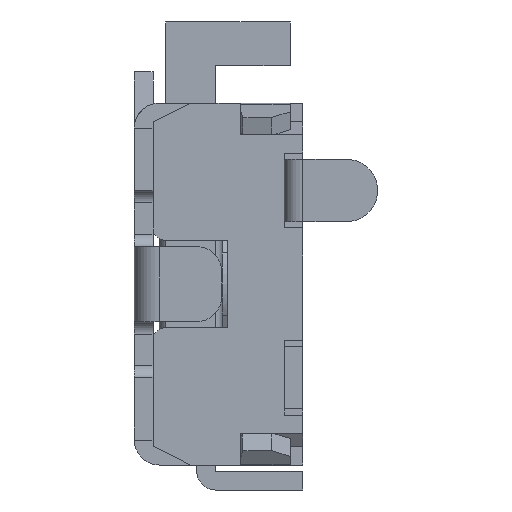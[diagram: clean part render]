
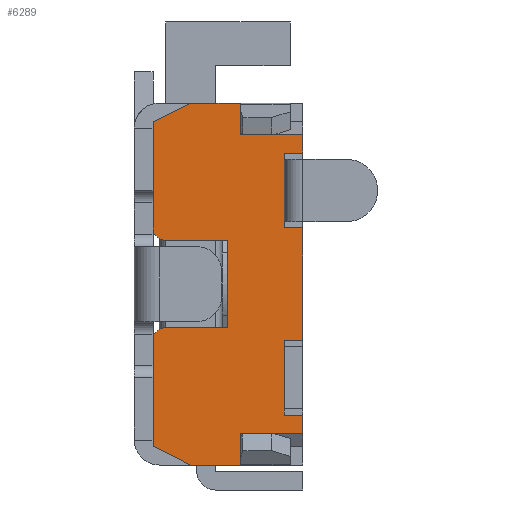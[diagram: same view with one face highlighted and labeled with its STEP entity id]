
A CAD part, left-side view. The second image highlights one B-rep face of the part: STEP entity #6289.
In plain terms, the highlighted planar face has unit normal (-1, 0, 0).
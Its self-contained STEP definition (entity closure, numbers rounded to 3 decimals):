
#539=DIRECTION('',(0.,0.,1.));
#540=VECTOR('',#539,0.9);
#541=CARTESIAN_POINT('',(-1.75,0.05,-0.45));
#542=LINE('',#541,#540);
#563=DIRECTION('',(0.,0.,1.));
#564=VECTOR('',#563,0.15);
#565=CARTESIAN_POINT('',(-1.75,0.05,1.05));
#566=LINE('',#565,#564);
#695=DIRECTION('',(0.,0.,1.));
#696=VECTOR('',#695,0.15);
#697=CARTESIAN_POINT('',(-1.75,0.05,-1.2));
#698=LINE('',#697,#696);
#739=DIRECTION('',(0.,1.,0.));
#740=VECTOR('',#739,0.15);
#741=CARTESIAN_POINT('',(-1.75,0.05,-1.05));
#742=LINE('',#741,#740);
#747=DIRECTION('',(0.,0.,-1.));
#748=VECTOR('',#747,0.6);
#749=CARTESIAN_POINT('',(-1.75,0.2,-0.45));
#750=LINE('',#749,#748);
#751=DIRECTION('',(0.,1.,0.));
#752=VECTOR('',#751,0.5);
#753=CARTESIAN_POINT('',(-1.75,0.05,-1.2));
#754=LINE('',#753,#752);
#755=DIRECTION('',(0.,0.,-1.));
#756=VECTOR('',#755,0.25);
#757=CARTESIAN_POINT('',(-1.75,0.55,-1.2));
#758=LINE('',#757,#756);
#759=DIRECTION('',(0.,1.,0.));
#760=VECTOR('',#759,0.4);
#761=CARTESIAN_POINT('',(-1.75,0.55,-1.45));
#762=LINE('',#761,#760);
#763=DIRECTION('',(0.,0.894,0.447));
#764=VECTOR('',#763,0.335);
#765=CARTESIAN_POINT('',(-1.75,0.95,-1.45));
#766=LINE('',#765,#764);
#767=DIRECTION('',(0.,0.,1.));
#768=VECTOR('',#767,0.85);
#769=CARTESIAN_POINT('',(-1.75,1.25,-1.3));
#770=LINE('',#769,#768);
#771=CARTESIAN_POINT('',(-1.75,1.15,-0.45));
#772=DIRECTION('',(1.,0.,0.));
#773=DIRECTION('',(0.,1.,0.));
#774=AXIS2_PLACEMENT_3D('',#771,#772,#773);
#776=DIRECTION('',(0.,-1.,0.));
#777=VECTOR('',#776,0.5);
#778=CARTESIAN_POINT('',(-1.75,1.15,-0.35));
#779=LINE('',#778,#777);
#780=CARTESIAN_POINT('',(-1.75,1.15,0.45));
#781=DIRECTION('',(1.,0.,0.));
#782=DIRECTION('',(0.,0.,-1.));
#783=AXIS2_PLACEMENT_3D('',#780,#781,#782);
#785=DIRECTION('',(0.,0.,1.));
#786=VECTOR('',#785,0.85);
#787=CARTESIAN_POINT('',(-1.75,1.25,0.45));
#788=LINE('',#787,#786);
#789=DIRECTION('',(0.,-0.894,0.447));
#790=VECTOR('',#789,0.335);
#791=CARTESIAN_POINT('',(-1.75,1.25,1.3));
#792=LINE('',#791,#790);
#793=DIRECTION('',(0.,-1.,0.));
#794=VECTOR('',#793,0.4);
#795=CARTESIAN_POINT('',(-1.75,0.95,1.45));
#796=LINE('',#795,#794);
#797=DIRECTION('',(0.,0.,-1.));
#798=VECTOR('',#797,0.25);
#799=CARTESIAN_POINT('',(-1.75,0.55,1.45));
#800=LINE('',#799,#798);
#801=DIRECTION('',(0.,-1.,0.));
#802=VECTOR('',#801,0.5);
#803=CARTESIAN_POINT('',(-1.75,0.55,1.2));
#804=LINE('',#803,#802);
#805=DIRECTION('',(0.,1.,0.));
#806=VECTOR('',#805,0.15);
#807=CARTESIAN_POINT('',(-1.75,0.05,1.05));
#808=LINE('',#807,#806);
#809=DIRECTION('',(0.,0.,-1.));
#810=VECTOR('',#809,0.6);
#811=CARTESIAN_POINT('',(-1.75,0.2,1.05));
#812=LINE('',#811,#810);
#813=DIRECTION('',(0.,-1.,0.));
#814=VECTOR('',#813,0.15);
#815=CARTESIAN_POINT('',(-1.75,0.2,0.45));
#816=LINE('',#815,#814);
#817=DIRECTION('',(0.,1.,0.));
#818=VECTOR('',#817,0.15);
#819=CARTESIAN_POINT('',(-1.75,0.05,-0.45));
#820=LINE('',#819,#818);
#1262=DIRECTION('',(0.,0.,-1.));
#1263=VECTOR('',#1262,0.7);
#1264=CARTESIAN_POINT('',(-1.75,0.65,0.35));
#1265=LINE('',#1264,#1263);
#1996=DIRECTION('',(0.,-1.,0.));
#1997=VECTOR('',#1996,0.5);
#1998=CARTESIAN_POINT('',(-1.75,1.15,0.35));
#1999=LINE('',#1998,#1997);
#4630=CARTESIAN_POINT('',(-1.75,0.05,-0.45));
#4631=VERTEX_POINT('',#4630);
#4632=CARTESIAN_POINT('',(-1.75,0.05,0.45));
#4633=VERTEX_POINT('',#4632);
#4642=CARTESIAN_POINT('',(-1.75,0.05,1.05));
#4643=VERTEX_POINT('',#4642);
#4644=CARTESIAN_POINT('',(-1.75,0.05,1.2));
#4645=VERTEX_POINT('',#4644);
#4706=CARTESIAN_POINT('',(-1.75,0.05,-1.2));
#4707=VERTEX_POINT('',#4706);
#4708=CARTESIAN_POINT('',(-1.75,0.05,-1.05));
#4709=VERTEX_POINT('',#4708);
#4722=CARTESIAN_POINT('',(-1.75,0.2,-1.05));
#4723=VERTEX_POINT('',#4722);
#4724=CARTESIAN_POINT('',(-1.75,0.2,-0.45));
#4725=VERTEX_POINT('',#4724);
#4726=CARTESIAN_POINT('',(-1.75,0.55,-1.2));
#4727=VERTEX_POINT('',#4726);
#4728=CARTESIAN_POINT('',(-1.75,0.55,-1.45));
#4729=VERTEX_POINT('',#4728);
#4730=CARTESIAN_POINT('',(-1.75,0.95,-1.45));
#4731=VERTEX_POINT('',#4730);
#4732=CARTESIAN_POINT('',(-1.75,1.25,-1.3));
#4733=VERTEX_POINT('',#4732);
#4734=CARTESIAN_POINT('',(-1.75,1.25,-0.45));
#4735=VERTEX_POINT('',#4734);
#4736=CARTESIAN_POINT('',(-1.75,1.15,-0.35));
#4737=VERTEX_POINT('',#4736);
#4738=CARTESIAN_POINT('',(-1.75,0.65,-0.35));
#4739=VERTEX_POINT('',#4738);
#4740=CARTESIAN_POINT('',(-1.75,0.65,0.35));
#4741=VERTEX_POINT('',#4740);
#4742=CARTESIAN_POINT('',(-1.75,1.15,0.35));
#4743=VERTEX_POINT('',#4742);
#4744=CARTESIAN_POINT('',(-1.75,1.25,0.45));
#4745=VERTEX_POINT('',#4744);
#4746=CARTESIAN_POINT('',(-1.75,1.25,1.3));
#4747=VERTEX_POINT('',#4746);
#4748=CARTESIAN_POINT('',(-1.75,0.95,1.45));
#4749=VERTEX_POINT('',#4748);
#4750=CARTESIAN_POINT('',(-1.75,0.55,1.45));
#4751=VERTEX_POINT('',#4750);
#4752=CARTESIAN_POINT('',(-1.75,0.55,1.2));
#4753=VERTEX_POINT('',#4752);
#4754=CARTESIAN_POINT('',(-1.75,0.2,1.05));
#4755=VERTEX_POINT('',#4754);
#4756=CARTESIAN_POINT('',(-1.75,0.2,0.45));
#4757=VERTEX_POINT('',#4756);
#6238=CARTESIAN_POINT('',(-1.75,0.65,0.));
#6239=DIRECTION('',(1.,0.,0.));
#6240=DIRECTION('',(0.,1.,0.));
#6241=AXIS2_PLACEMENT_3D('',#6238,#6239,#6240);
#6242=PLANE('',#6241);
#6244=ORIENTED_EDGE('',*,*,#6243,.T.);
#6245=ORIENTED_EDGE('',*,*,#6229,.F.);
#6246=ORIENTED_EDGE('',*,*,#6170,.F.);
#6248=ORIENTED_EDGE('',*,*,#6247,.T.);
#6250=ORIENTED_EDGE('',*,*,#6249,.T.);
#6252=ORIENTED_EDGE('',*,*,#6251,.T.);
#6254=ORIENTED_EDGE('',*,*,#6253,.T.);
#6256=ORIENTED_EDGE('',*,*,#6255,.T.);
#6258=ORIENTED_EDGE('',*,*,#6257,.T.);
#6260=ORIENTED_EDGE('',*,*,#6259,.T.);
#6262=ORIENTED_EDGE('',*,*,#6261,.F.);
#6264=ORIENTED_EDGE('',*,*,#6263,.F.);
#6266=ORIENTED_EDGE('',*,*,#6265,.T.);
#6268=ORIENTED_EDGE('',*,*,#6267,.T.);
#6270=ORIENTED_EDGE('',*,*,#6269,.T.);
#6272=ORIENTED_EDGE('',*,*,#6271,.T.);
#6274=ORIENTED_EDGE('',*,*,#6273,.T.);
#6276=ORIENTED_EDGE('',*,*,#6275,.T.);
#6277=ORIENTED_EDGE('',*,*,#6103,.F.);
#6279=ORIENTED_EDGE('',*,*,#6278,.T.);
#6281=ORIENTED_EDGE('',*,*,#6280,.T.);
#6283=ORIENTED_EDGE('',*,*,#6282,.T.);
#6284=ORIENTED_EDGE('',*,*,#6091,.F.);
#6286=ORIENTED_EDGE('',*,*,#6285,.T.);
#6287=EDGE_LOOP('',(#6244,#6245,#6246,#6248,#6250,#6252,#6254,#6256,#6258,#6260,
#6262,#6264,#6266,#6268,#6270,#6272,#6274,#6276,#6277,#6279,#6281,#6283,#6284,
#6286));
#6288=FACE_OUTER_BOUND('',#6287,.F.);
#6289=ADVANCED_FACE('',(#6288),#6242,.F.);
#775=CIRCLE('',#774,0.1);
#784=CIRCLE('',#783,0.1);
#6091=EDGE_CURVE('',#4631,#4633,#542,.T.);
#6103=EDGE_CURVE('',#4643,#4645,#566,.T.);
#6170=EDGE_CURVE('',#4707,#4709,#698,.T.);
#6229=EDGE_CURVE('',#4709,#4723,#742,.T.);
#6243=EDGE_CURVE('',#4725,#4723,#750,.T.);
#6247=EDGE_CURVE('',#4707,#4727,#754,.T.);
#6249=EDGE_CURVE('',#4727,#4729,#758,.T.);
#6251=EDGE_CURVE('',#4729,#4731,#762,.T.);
#6253=EDGE_CURVE('',#4731,#4733,#766,.T.);
#6255=EDGE_CURVE('',#4733,#4735,#770,.T.);
#6257=EDGE_CURVE('',#4735,#4737,#775,.T.);
#6259=EDGE_CURVE('',#4737,#4739,#779,.T.);
#6261=EDGE_CURVE('',#4741,#4739,#1265,.T.);
#6263=EDGE_CURVE('',#4743,#4741,#1999,.T.);
#6265=EDGE_CURVE('',#4743,#4745,#784,.T.);
#6267=EDGE_CURVE('',#4745,#4747,#788,.T.);
#6269=EDGE_CURVE('',#4747,#4749,#792,.T.);
#6271=EDGE_CURVE('',#4749,#4751,#796,.T.);
#6273=EDGE_CURVE('',#4751,#4753,#800,.T.);
#6275=EDGE_CURVE('',#4753,#4645,#804,.T.);
#6278=EDGE_CURVE('',#4643,#4755,#808,.T.);
#6280=EDGE_CURVE('',#4755,#4757,#812,.T.);
#6282=EDGE_CURVE('',#4757,#4633,#816,.T.);
#6285=EDGE_CURVE('',#4631,#4725,#820,.T.);
